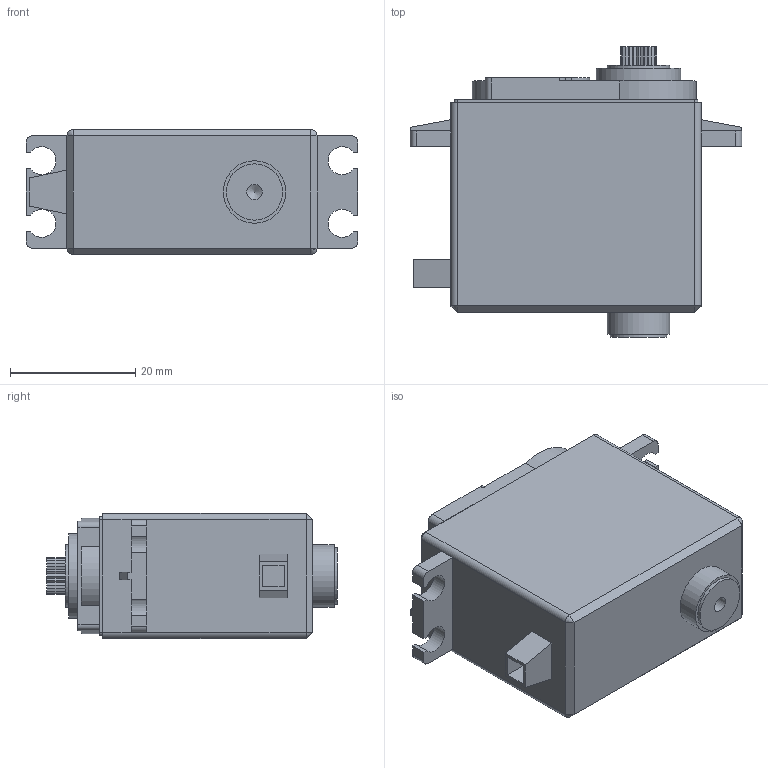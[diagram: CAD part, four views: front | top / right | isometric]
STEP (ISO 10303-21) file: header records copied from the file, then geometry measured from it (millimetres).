
FILE_DESCRIPTION(/* description */ (''),/* implementation_level */ '2;1');
FILE_NAME(/* name */ 'Hitec HSR-5995TG.stp',/* time_stamp */ '2018-07-22T20:04:25+09:00',/* author */ ('Mark'),/* organization */ (''),/* preprocessor_version */ 'ST-DEVELOPER v17',/* originating_system */ 'Autodesk Inventor 2018',/* authorisation */ '');
FILE_SCHEMA (('AUTOMOTIVE_DESIGN { 1 0 10303 214 3 1 1 }'));
Length unit declared in the file: millimetre
Products named in the file (1): Hitec HSR-5995TG
Bounding box: 53 x 46.5 x 20 mm (x, y, z)
Volume: 30109.5 mm3; surface area: 6991.7 mm2
Topology: 2 solids, 2 shells, 569 faces, 1558 edges, 1032 vertices
Faces by surface type: plane 389, bspline 146, cylinder 29, cone 5
Full cylindrical faces by diameter (mm): 2.113 x1, 2.459 x1, 9 x1, 10 x2, 13.5 x1
Entity records: 19063 total; most frequent: CARTESIAN_POINT 5495, ORIENTED_EDGE 3106, DIRECTION 2176, EDGE_CURVE 1553, LINE 1194, VECTOR 1194, VERTEX_POINT 1032, EDGE_LOOP 615
